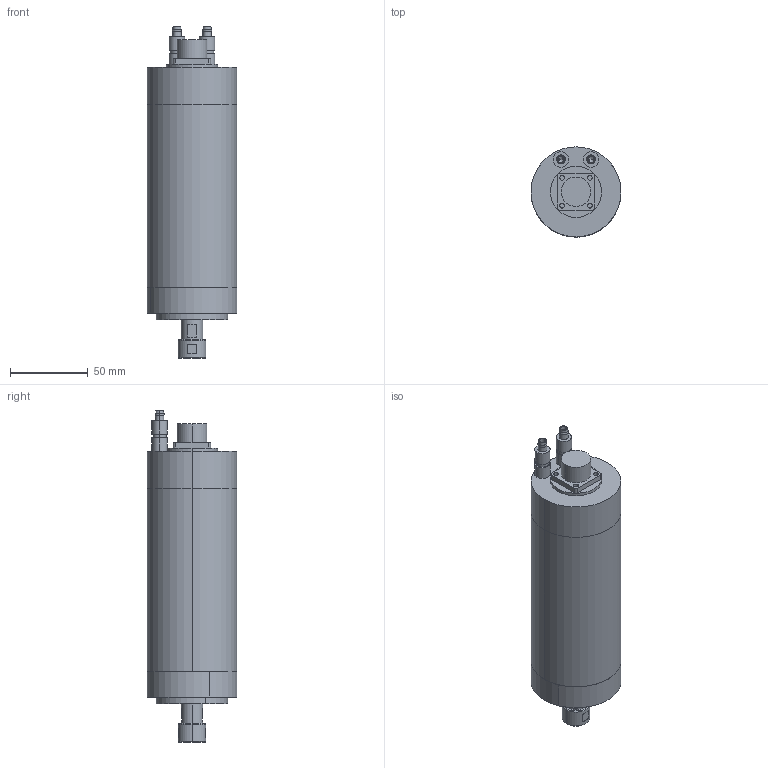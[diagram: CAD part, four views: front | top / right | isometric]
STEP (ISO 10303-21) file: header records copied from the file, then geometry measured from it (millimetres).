
FILE_DESCRIPTION (( 'STEP AP214' ), '1' );
FILE_NAME ('GDZ13軞蚾.STEP', '2021-04-29T04:42:26', ( '萇齟' ), ( '' ), 'SwSTEP 2.0', 'SolidWorks 2018', '' );
FILE_SCHEMA (( 'AUTOMOTIVE_DESIGN' ));
Length unit declared in the file: millimetre
Products named in the file (8): GDZ13儂褲; GDZ13粣芛; GDZ13滅鳥欶; GDZ13軞蚾; GDZ13阨郲; GDZ13粣創釱; GDZ13堤盄釱; 堤盄釱脣芛18x18M20
Assembly tree (8 placements, depth 2):
  GDZ13軞蚾
    GDZ13儂褲
    GDZ13堤盄釱
    GDZ13滅鳥欶
    GDZ13粣創釱
    GDZ13粣芛
    堤盄釱脣芛18x18M20
    GDZ13阨郲  x2
Bounding box: 58 x 58 x 214 mm (x, y, z)
Volume: 438400.5 mm3; surface area: 56370.6 mm2
Topology: 8 solids, 8 shells, 116 faces, 240 edges, 152 vertices
Faces by surface type: cylinder 50, plane 42, cone 20, torus 4
Entity records: 2994 total; most frequent: DIRECTION 526, CARTESIAN_POINT 434, ORIENTED_EDGE 396, AXIS2_PLACEMENT_3D 220, EDGE_CURVE 198, VERTEX_POINT 128, EDGE_LOOP 122, CIRCLE 112
